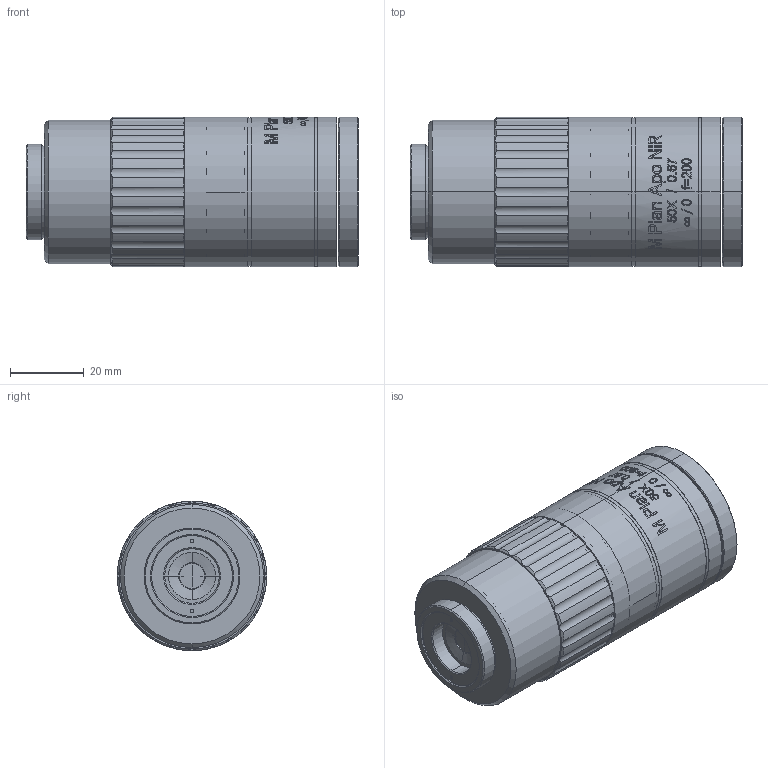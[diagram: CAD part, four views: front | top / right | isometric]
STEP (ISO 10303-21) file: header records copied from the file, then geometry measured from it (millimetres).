
FILE_DESCRIPTION((''),'2;1');
FILE_NAME('200_ASM','2025-01-22T10:35:02',('Administrator'),(''),'CREO PARAMETRIC BY PTC INC, 2022073','CREO PARAMETRIC BY PTC INC, 2022073','');
FILE_SCHEMA(('CONFIG_CONTROL_DESIGN'));
Length unit declared in the file: millimetre
Products named in the file (59): 501_AF0; 502-V01_AF0; 303-V01_AF0; 302-V01_AF0; 301-V01_AF0; 201-V01_AF0_ASM; 503-V01_AF0; 304-V01_AF0; 305-V01_AF0; 202-V01_AF0_ASM; 504-V01_AF0; 308-V01_AF0; 307-V01_AF0; 306-V01_AF0; 203-V01_AF0_ASM; 505-V01_AF0; 309-V01_AF0; 204-V01_AF0_ASM; 506-V01_AF0; 311-V01_AF0; 310-V01_AF0; 205-V01_AF0_ASM; 507-V01_AF0; 312-V01_AF0; 313-V01_AF0; 206-V01_AF0_ASM; 508-V01_AF0; 314-V01_AF0; 207-V01_AF0_ASM; 509-V01_AF0; 315-V01_AF0; 208-V01_AF0_ASM; 512_AF0; 513-V01_AF0; 510_AF0; 316_AF0; 209_AF0_ASM; 512-V01_AF0; 517_AF0; 517_AF1 ...
Assembly tree (58 placements, depth 3):
  200_ASM
    501_AF0
    201-V01_AF0_ASM
      502-V01_AF0
      303-V01_AF0
      302-V01_AF0
      301-V01_AF0
    202-V01_AF0_ASM
      503-V01_AF0
      304-V01_AF0
      305-V01_AF0
    203-V01_AF0_ASM
      504-V01_AF0
      308-V01_AF0
      307-V01_AF0
      306-V01_AF0
    204-V01_AF0_ASM
      505-V01_AF0
      309-V01_AF0
    205-V01_AF0_ASM
      506-V01_AF0
      311-V01_AF0
      310-V01_AF0
    206-V01_AF0_ASM
      507-V01_AF0
      312-V01_AF0
      313-V01_AF0
    207-V01_AF0_ASM
      508-V01_AF0
      314-V01_AF0
    208-V01_AF0_ASM
      509-V01_AF0
      315-V01_AF0
    512_AF0
    513-V01_AF0
    209_AF0_ASM
      510_AF0
      316_AF0
    512-V01_AF0
    517_AF0
    517_AF1
    517_AF2
    517_AF3
    517_AF4
    517_AF5
    517_AF6
    517_AF7
    JD20202003_AF0
    JD20202003_AF1
    JD20202003_AF2
    JD20202003_AF3
    JD20202003_AF4
    JD20202003_AF5
    JD20202003_AF6
    JD20202003_AF7
    JD20202003_AF8
    JD20202003_AF9
    JD20202003_AF10
    JD20202003_AF11
Bounding box: 90 x 40.5 x 40.5 mm (x, y, z)
Volume: 7790.3 mm3; surface area: 27427.6 mm2
Topology: 6 solids, 6 shells, 715 faces, 1882 edges, 1222 vertices
Faces by surface type: bspline 336, cylinder 135, plane 132, cone 110, sphere 2
Entity records: 38514 total; most frequent: CARTESIAN_POINT 21775, ORIENTED_EDGE 3740, DIRECTION 2538, EDGE_CURVE 1870, VERTEX_POINT 1221, AXIS2_PLACEMENT_3D 924, EDGE_LOOP 779, B_SPLINE_CURVE_WITH_KNOTS 776
